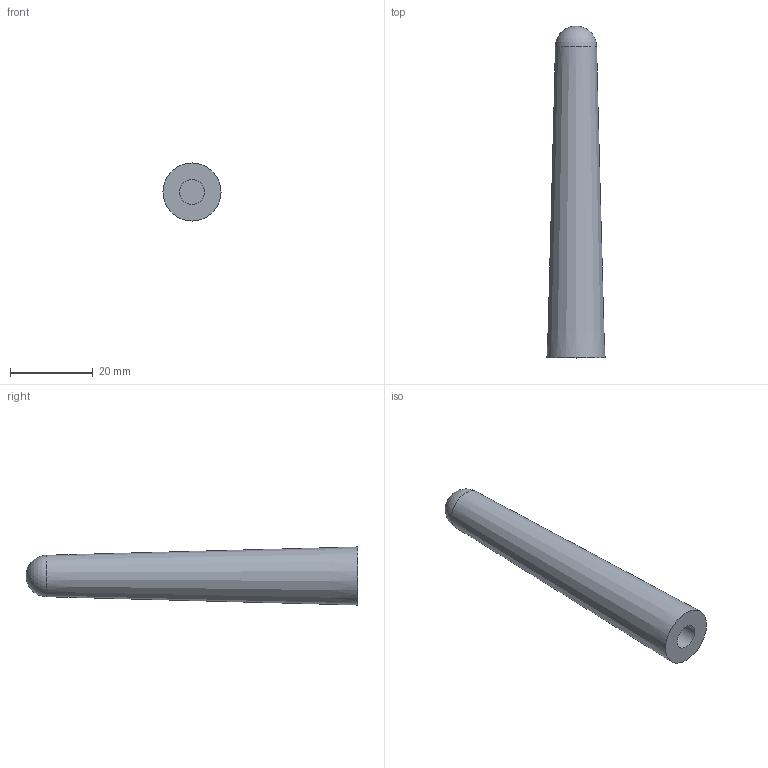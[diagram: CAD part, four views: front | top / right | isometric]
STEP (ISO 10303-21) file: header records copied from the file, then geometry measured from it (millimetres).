
FILE_DESCRIPTION(/* description */ (''),/* implementation_level */ '2;1');
FILE_NAME(/* name */ 'ANTENNE BOITIER.stp',/* time_stamp */ '2021-10-14T15:16:32+02:00',/* author */ ('33751'),/* organization */ (''),/* preprocessor_version */ 'ST-DEVELOPER v17',/* originating_system */ 'Autodesk Inventor 2019',/* authorisation */ '');
FILE_SCHEMA (('AUTOMOTIVE_DESIGN { 1 0 10303 214 3 1 1 }'));
Length unit declared in the file: millimetre
Products named in the file (1): ANTENNE BOITIER
Bounding box: 14 x 80 x 14 mm (x, y, z)
Volume: 8539.9 mm3; surface area: 3328 mm2
Topology: 1 solids, 1 shells, 5 faces, 12 edges, 9 vertices
Faces by surface type: plane 2, cylinder 1, cone 1, sphere 1
Full cylindrical faces by diameter (mm): 6 x1
Entity records: 193 total; most frequent: DIRECTION 32, CARTESIAN_POINT 26, ORIENTED_EDGE 22, AXIS2_PLACEMENT_3D 15, EDGE_CURVE 11, CIRCLE 9, VERTEX_POINT 9, EDGE_LOOP 6
